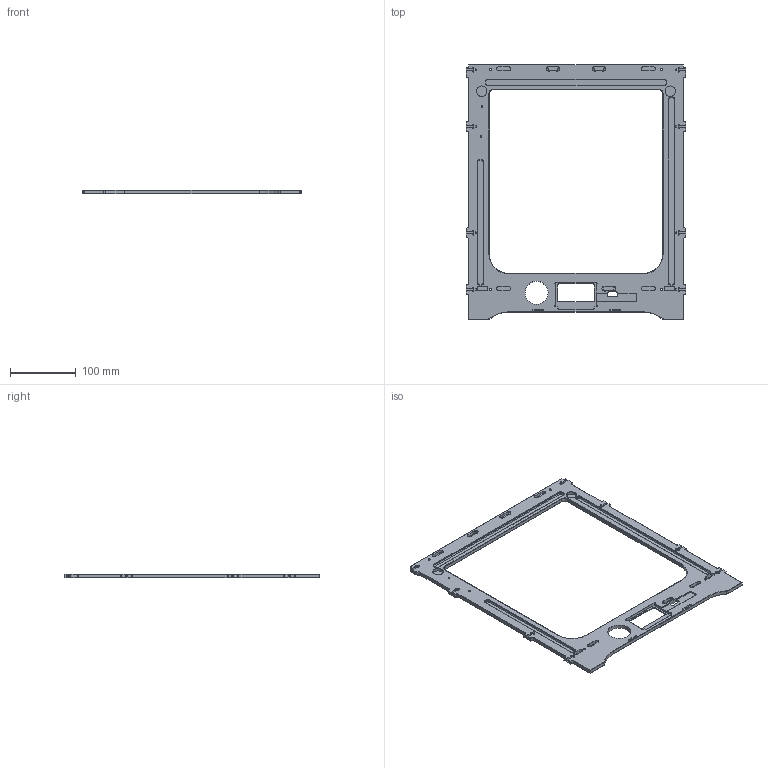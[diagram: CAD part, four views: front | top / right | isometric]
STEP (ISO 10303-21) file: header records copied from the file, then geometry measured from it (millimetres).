
FILE_DESCRIPTION (( 'STEP AP203' ), '1' );
FILE_NAME ('1946-J_0.step', '2017-06-13T13:28:34', ( '' ), ( '' ), 'SwSTEP 2.0', 'SolidWorks 2016', '' );
FILE_SCHEMA (( 'CONFIG_CONTROL_DESIGN' ));
Length unit declared in the file: millimetre
Products named in the file (1): 1946-J_0
Bounding box: 333.8 x 387.5 x 6 mm (x, y, z)
Volume: 245793.2 mm3; surface area: 292316 mm2
Topology: 3 solids, 3 shells, 902 faces, 2498 edges, 1620 vertices
Faces by surface type: plane 468, cylinder 318, cone 80, torus 36
Entity records: 29059 total; most frequent: DIRECTION 5090, CARTESIAN_POINT 5084, ORIENTED_EDGE 4996, EDGE_CURVE 2498, AXIS2_PLACEMENT_3D 1710, VECTOR 1670, LINE 1670, VERTEX_POINT 1620
